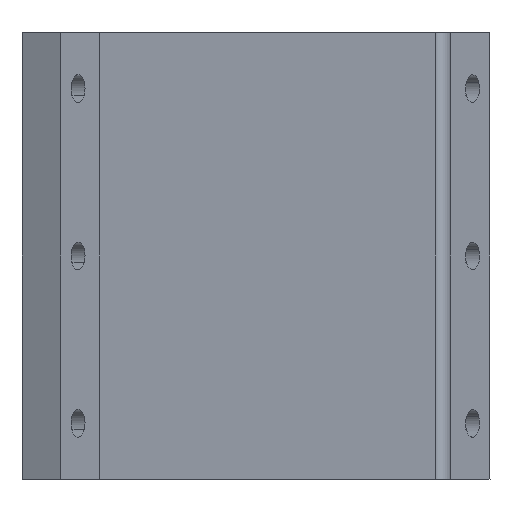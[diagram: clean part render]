
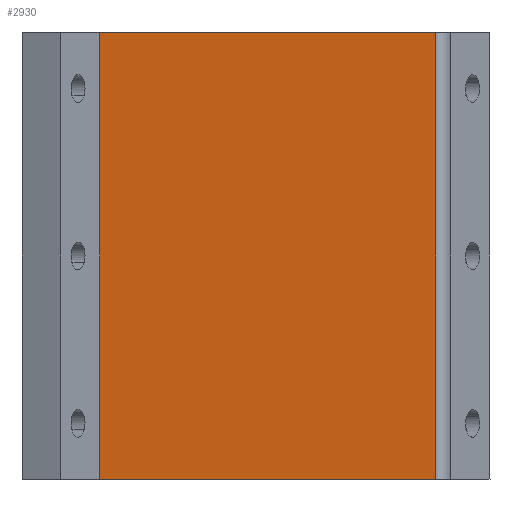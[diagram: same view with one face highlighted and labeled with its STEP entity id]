
A CAD part, left-side view. The second image highlights one B-rep face of the part: STEP entity #2930.
In plain terms, the highlighted planar face has unit normal (-0.5, -0.866, 0).
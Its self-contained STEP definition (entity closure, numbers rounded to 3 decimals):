
#2400=CARTESIAN_POINT('',(63.086,-38.732,570.));
#2410=VERTEX_POINT('',#2400);
#2500=CARTESIAN_POINT('',(63.086,-38.732,650.));
#2510=VERTEX_POINT('',#2500);
#2540=CARTESIAN_POINT('',(63.086,-38.732,570.));
#2550=DIRECTION('',(0.,0.,1.));
#2560=VECTOR('',#2550,1.);
#2570=LINE('',#2540,#2560);
#2580=EDGE_CURVE('',#2410,#2510,#2570,.T.);
#2630=CARTESIAN_POINT('',(63.086,-38.732,570.));
#2640=DIRECTION('',(0.5,0.866,0.));
#2650=DIRECTION('',(0.866,-0.5,0.));
#2660=AXIS2_PLACEMENT_3D('',#2630,#2640,#2650);
#2670=PLANE('',#2660);
#2680=CARTESIAN_POINT('',(168.741,-99.732,570.));
#2690=DIRECTION('',(-0.866,0.5,0.));
#2700=VECTOR('',#2690,1.);
#2710=LINE('',#2680,#2700);
#2720=CARTESIAN_POINT('',(168.741,-99.732,570.));
#2730=VERTEX_POINT('',#2720);
#2740=EDGE_CURVE('',#2730,#2410,#2710,.T.);
#2750=ORIENTED_EDGE('',*,*,#2740,.F.);
#2760=ORIENTED_EDGE('',*,*,#2580,.F.);
#2770=CARTESIAN_POINT('',(63.086,-38.732,650.));
#2780=DIRECTION('',(0.866,-0.5,0.));
#2790=VECTOR('',#2780,1.);
#2800=LINE('',#2770,#2790);
#2810=CARTESIAN_POINT('',(168.741,-99.732,650.));
#2820=VERTEX_POINT('',#2810);
#2830=EDGE_CURVE('',#2510,#2820,#2800,.T.);
#2840=ORIENTED_EDGE('',*,*,#2830,.F.);
#2850=CARTESIAN_POINT('',(168.741,-99.732,650.));
#2860=DIRECTION('',(0.,0.,-1.));
#2870=VECTOR('',#2860,1.);
#2880=LINE('',#2850,#2870);
#2890=EDGE_CURVE('',#2820,#2730,#2880,.T.);
#2900=ORIENTED_EDGE('',*,*,#2890,.F.);
#2910=EDGE_LOOP('',(#2900,#2840,#2760,#2750));
#2920=FACE_OUTER_BOUND('',#2910,.T.);
#2930=ADVANCED_FACE('',(#2920),#2670,.F.);
